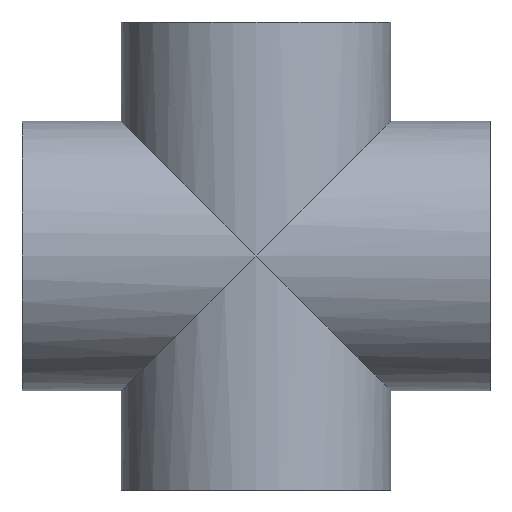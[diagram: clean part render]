
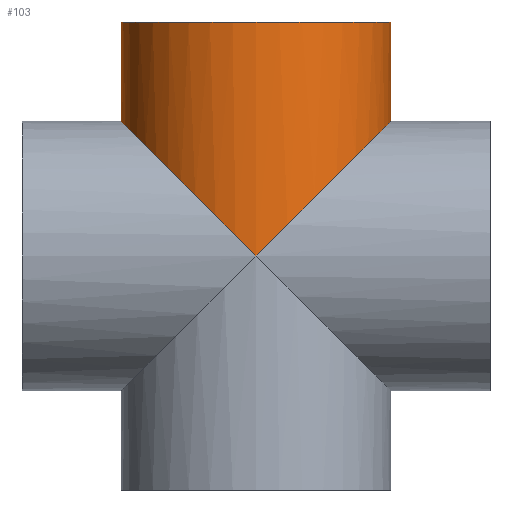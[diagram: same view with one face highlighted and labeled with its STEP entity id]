
A CAD part, front view. The second image highlights one B-rep face of the part: STEP entity #103.
In plain terms, the highlighted cylindrical face has radius 46 mm (diameter 92 mm), a partial arc.
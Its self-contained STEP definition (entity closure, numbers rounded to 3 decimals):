
#103=ADVANCED_FACE('',(#204),#205,.T.);
#204=FACE_OUTER_BOUND('',#300,.T.);
#205=CYLINDRICAL_SURFACE('',#301,46.0);
#300=EDGE_LOOP('',(#528,#529,#530,#531,#532));
#301=AXIS2_PLACEMENT_3D('',#533,#534,#535);
#528=ORIENTED_EDGE('',*,*,#554,.T.);
#529=ORIENTED_EDGE('',*,*,#642,.F.);
#530=ORIENTED_EDGE('',*,*,#557,.T.);
#531=ORIENTED_EDGE('',*,*,#568,.T.);
#532=ORIENTED_EDGE('',*,*,#575,.T.);
#533=CARTESIAN_POINT('',(0.0,0.0,0.0));
#534=DIRECTION('',(0.0,0.0,1.0));
#535=DIRECTION('',(1.0,0.0,0.0));
#554=EDGE_CURVE('',#647,#648,#649,.T.);
#557=EDGE_CURVE('',#654,#652,#655,.T.);
#568=EDGE_CURVE('',#652,#670,#672,.T.);
#575=EDGE_CURVE('',#670,#647,#682,.T.);
#642=EDGE_CURVE('',#654,#648,#771,.T.);
#647=VERTEX_POINT('',#776);
#648=VERTEX_POINT('',#777);
#649=LINE('',#778,#779);
#652=VERTEX_POINT('',#782);
#654=VERTEX_POINT('',#784);
#655=LINE('',#785,#786);
#670=VERTEX_POINT('',#804);
#672=ELLIPSE('',#806,65.054,46.0);
#682=ELLIPSE('',#819,65.054,46.0);
#771=CIRCLE('',#924,46.0);
#776=CARTESIAN_POINT('',(46.0,0.,46.0));
#777=CARTESIAN_POINT('',(46.0,0.0,79.9));
#778=CARTESIAN_POINT('',(46.0,0.,0.0));
#779=VECTOR('',#928,1.0);
#782=CARTESIAN_POINT('',(-46.0,0.,46.0));
#784=CARTESIAN_POINT('',(-46.0,0.,79.9));
#785=CARTESIAN_POINT('',(-46.0,0.,0.0));
#786=VECTOR('',#935,1.0);
#804=CARTESIAN_POINT('',(0.0,-46.0,0.0));
#806=AXIS2_PLACEMENT_3D('',#954,#955,#956);
#819=AXIS2_PLACEMENT_3D('',#966,#967,#968);
#924=AXIS2_PLACEMENT_3D('',#1069,#1070,#1071);
#928=DIRECTION('',(0.0,0.0,1.0));
#935=DIRECTION('',(-0.0,-0.0,-1.0));
#954=CARTESIAN_POINT('',(0.0,0.0,0.0));
#955=DIRECTION('',(0.707,0.0,0.707));
#956=DIRECTION('',(0.707,0.0,-0.707));
#966=CARTESIAN_POINT('',(0.0,0.0,0.0));
#967=DIRECTION('',(-0.707,0.0,0.707));
#968=DIRECTION('',(-0.707,0.0,-0.707));
#1069=CARTESIAN_POINT('',(0.0,0.0,79.9));
#1070=DIRECTION('',(0.0,0.0,1.0));
#1071=DIRECTION('',(1.0,0.0,0.0));
